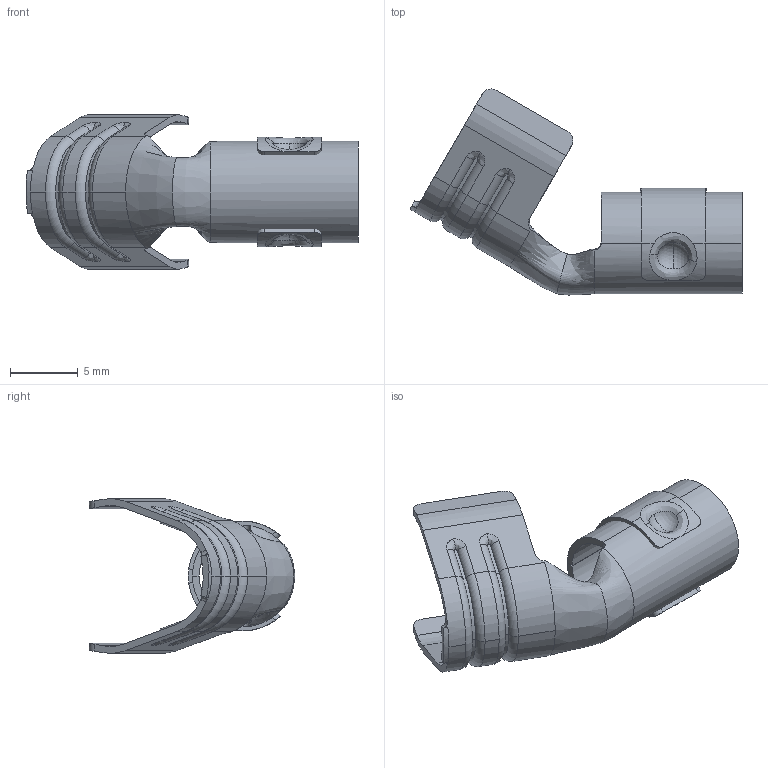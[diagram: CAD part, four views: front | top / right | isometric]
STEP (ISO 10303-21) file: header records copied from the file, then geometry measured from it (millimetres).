
FILE_DESCRIPTION (( 'STEP AP203' ), '1' );
FILE_NAME ('SP11-150.STEP', '2019-11-05T18:17:10', ( 'tempuser' ), ( 'Microsoft' ), 'SwSTEP 2.0', 'SolidWorks 2019', '' );
FILE_SCHEMA (( 'CONFIG_CONTROL_DESIGN' ));
Length unit declared in the file: inch
Products named in the file (3): SP11-150_SP11-150 without carrier; SCA4_SCA4-B; SP11-150
Assembly tree (2 placements, depth 2):
  SP11-150
    SP11-150_SP11-150 without carrier
    SCA4_SCA4-B
Bounding box: 24.54 x 15.23 x 11.43 mm (x, y, z)
Volume: 287.4 mm3; surface area: 1250.2 mm2
Topology: 2 solids, 2 shells, 174 faces, 502 edges, 328 vertices
Faces by surface type: cylinder 62, bspline 46, plane 40, torus 18, sphere 8
Entity records: 9742 total; most frequent: CARTESIAN_POINT 5197, ORIENTED_EDGE 1004, DIRECTION 766, EDGE_CURVE 502, VERTEX_POINT 328, AXIS2_PLACEMENT_3D 296, FACE_OUTER_BOUND 174, LINE 174
